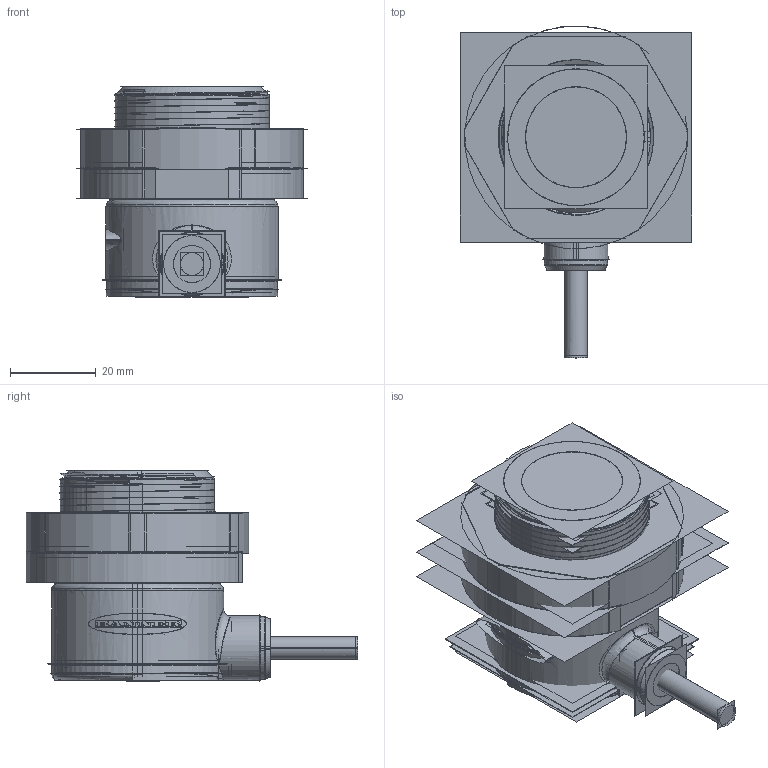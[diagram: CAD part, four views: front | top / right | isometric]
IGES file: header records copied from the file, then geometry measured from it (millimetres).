
Start section:  PTC IGES file: 188687.igs
Global section: file name: 188687.igs; native system: Creo Parametric by Parametric Technology Corporation; preprocessor: 2013230; author: pdmadmin; organization: Unknown; date: 20160114.100605; units: millimetre
Bounding box: 54.12 x 77.43 x 49.2 mm (x, y, z)
Volume: 39043 mm3; surface area: 352974.3 mm2
Topology: 10 solids, 11 shells, 1348 faces, 7031 edges, 9004 vertices
Faces by surface type: revolution 822, bspline 522, extrusion 4
